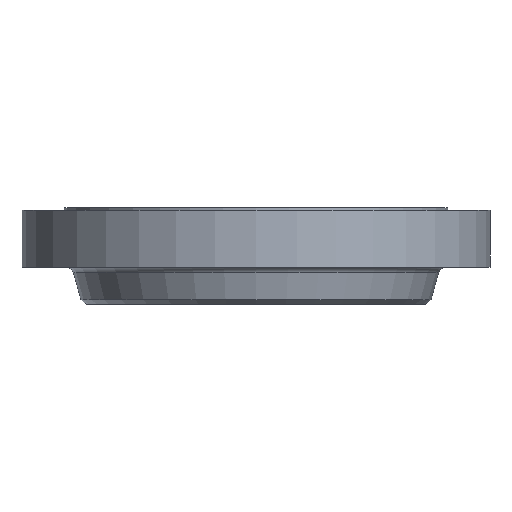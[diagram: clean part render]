
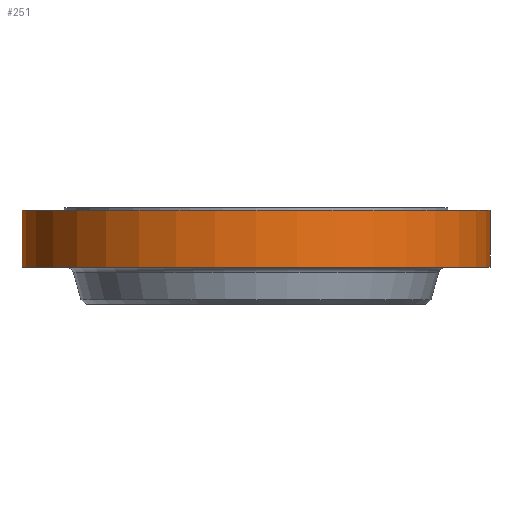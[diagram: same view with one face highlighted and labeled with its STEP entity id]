
A CAD part, front view. The second image highlights one B-rep face of the part: STEP entity #251.
In plain terms, the highlighted cylindrical face has radius 581.025 mm (diameter 1162.05 mm), a partial arc.
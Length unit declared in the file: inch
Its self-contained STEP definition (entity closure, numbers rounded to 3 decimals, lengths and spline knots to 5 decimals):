
#4 = DIRECTION ( 'NONE',  ( 1., 0., 0. ) ) ;
#15 = CARTESIAN_POINT ( 'NONE',  ( 0., 0., -5.8125 ) ) ;
#18 = AXIS2_PLACEMENT_3D ( 'NONE', #408, #1109, #1821 ) ;
#54 = CARTESIAN_POINT ( 'NONE',  ( 22.875, 0., -0.25 ) ) ;
#91 = EDGE_CURVE ( 'NONE', #788, #728, #530, .T. ) ;
#150 = VERTEX_POINT ( 'NONE', #1744 ) ;
#223 = DIRECTION ( 'NONE',  ( 0., 0., 1. ) ) ;
#251 = ADVANCED_FACE ( 'NONE', ( #1643 ), #1491, .T. ) ;
#271 = VECTOR ( 'NONE', #223, 39.37008 ) ;
#346 = AXIS2_PLACEMENT_3D ( 'NONE', #15, #1213, #4 ) ;
#408 = CARTESIAN_POINT ( 'NONE',  ( 0., 0., -0.25 ) ) ;
#426 = EDGE_CURVE ( 'NONE', #1365, #788, #2010, .T. ) ;
#430 = DIRECTION ( 'NONE',  ( 0., 0., 1. ) ) ;
#472 = ORIENTED_EDGE ( 'NONE', *, *, #91, .T. ) ;
#474 = CARTESIAN_POINT ( 'NONE',  ( -22.875, 0., -5.8125 ) ) ;
#475 = ORIENTED_EDGE ( 'NONE', *, *, #426, .T. ) ;
#507 = DIRECTION ( 'NONE',  ( 0., 0., 1. ) ) ;
#530 = LINE ( 'NONE', #1948, #1447 ) ;
#632 = CARTESIAN_POINT ( 'NONE',  ( -22.875, 0., 0. ) ) ;
#642 = EDGE_CURVE ( 'NONE', #1365, #150, #969, .T. ) ;
#680 = AXIS2_PLACEMENT_3D ( 'NONE', #2173, #430, #2032 ) ;
#728 = VERTEX_POINT ( 'NONE', #54 ) ;
#788 = VERTEX_POINT ( 'NONE', #1466 ) ;
#915 = EDGE_CURVE ( 'NONE', #150, #728, #1376, .T. ) ;
#969 = LINE ( 'NONE', #632, #271 ) ;
#1109 = DIRECTION ( 'NONE',  ( 0., 0., 1. ) ) ;
#1213 = DIRECTION ( 'NONE',  ( 0., 0., 1. ) ) ;
#1365 = VERTEX_POINT ( 'NONE', #474 ) ;
#1367 = EDGE_LOOP ( 'NONE', ( #1668, #475, #472, #2201 ) ) ;
#1376 = CIRCLE ( 'NONE', #18, 22.875 ) ;
#1447 = VECTOR ( 'NONE', #507, 39.37008 ) ;
#1466 = CARTESIAN_POINT ( 'NONE',  ( 22.875, 0., -5.8125 ) ) ;
#1491 = CYLINDRICAL_SURFACE ( 'NONE', #680, 22.875 ) ;
#1643 = FACE_OUTER_BOUND ( 'NONE', #1367, .T. ) ;
#1668 = ORIENTED_EDGE ( 'NONE', *, *, #642, .F. ) ;
#1744 = CARTESIAN_POINT ( 'NONE',  ( -22.875, 0., -0.25 ) ) ;
#1821 = DIRECTION ( 'NONE',  ( 1., 0., 0. ) ) ;
#1948 = CARTESIAN_POINT ( 'NONE',  ( 22.875, 0., 0. ) ) ;
#2010 = CIRCLE ( 'NONE', #346, 22.875 ) ;
#2032 = DIRECTION ( 'NONE',  ( 1., 0., 0. ) ) ;
#2173 = CARTESIAN_POINT ( 'NONE',  ( 0., 0., 0. ) ) ;
#2201 = ORIENTED_EDGE ( 'NONE', *, *, #915, .F. ) ;
